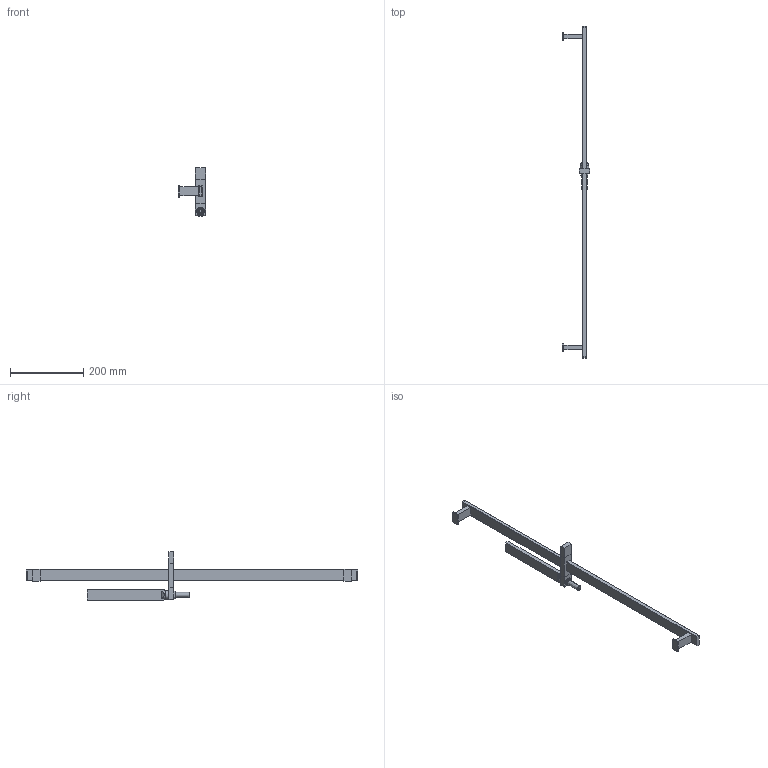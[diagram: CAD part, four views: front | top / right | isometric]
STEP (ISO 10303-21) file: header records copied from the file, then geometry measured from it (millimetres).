
FILE_DESCRIPTION((''),'2;1');
FILE_NAME('ZSAL145CRAG','2021-05-05T09:10:02',('ut3'),('PAFFONI SpA'),'CREO PARAMETRIC BY PTC INC, 2020044','CREO PARAMETRIC BY PTC INC, 2020044','');
FILE_SCHEMA(('CONFIG_CONTROL_DESIGN','SHAPE_APPEARANCE_LAYERS_GROUPS'));
Length unit declared in the file: millimetre
Products named in the file (1): ZSAL145CRAG
Bounding box: 73.75 x 906.4 x 133.4 mm (x, y, z)
Volume: 418278.9 mm3; surface area: 118277.5 mm2
Topology: 1 solids, 1 shells, 445 faces, 1206 edges, 768 vertices
Faces by surface type: plane 335, cylinder 79, sphere 20, torus 4, bspline 4, cone 3
Entity records: 17404 total; most frequent: CARTESIAN_POINT 2858, ORIENTED_EDGE 2372, DIRECTION 2228, EDGE_CURVE 1186, VECTOR 962, LINE 962, VERTEX_POINT 768, AXIS2_PLACEMENT_3D 633
